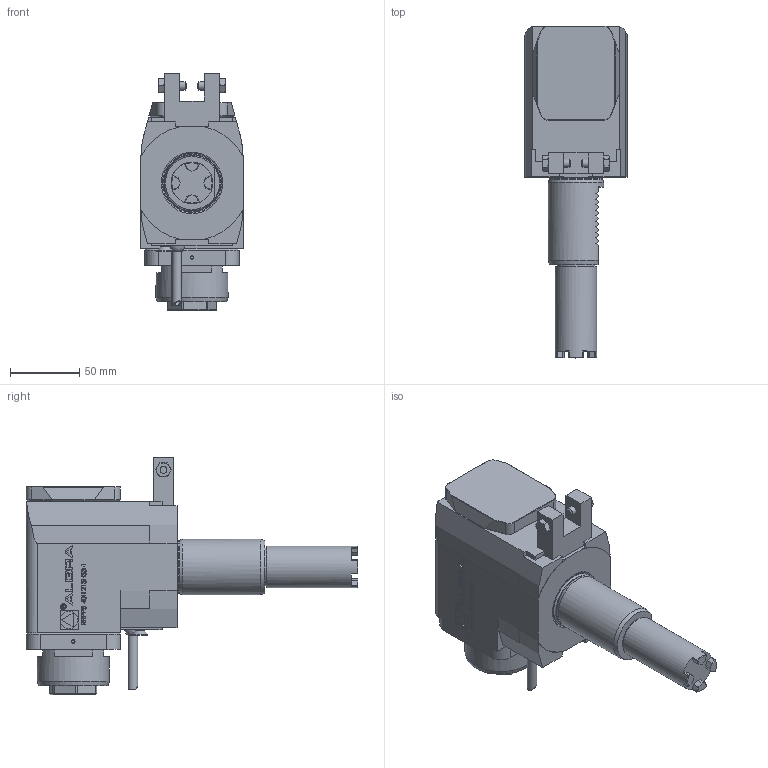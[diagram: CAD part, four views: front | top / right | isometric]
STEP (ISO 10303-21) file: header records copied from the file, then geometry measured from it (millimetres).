
FILE_DESCRIPTION (( 'STEP AP214' ), '1' );
FILE_NAME ('RRPPS40I121SHS3-1.STEP', '2024-11-30T06:44:53', ( '' ), ( '' ), 'SwSTEP 2.0', 'SolidWorks 2023', '' );
FILE_SCHEMA (( 'AUTOMOTIVE_DESIGN' ));
Length unit declared in the file: millimetre
Products named in the file (1): RRPPS40I121SHS3-1
Bounding box: 74.04 x 239.28 x 171.05 mm (x, y, z)
Volume: 1068018.1 mm3; surface area: 93735.9 mm2
Topology: 9 solids, 12 shells, 753 faces, 1913 edges, 1246 vertices
Faces by surface type: plane 481, bspline 101, cylinder 85, cone 79, torus 5, sphere 2
Full cylindrical faces by diameter (mm): 2.3 x4, 3.4 x1, 4 x2, 4.2 x1, 5 x1, 6 x3, 7 x2, 11.57 x1, 12.733 x1, 27.296 x1, 30 x1, 38.7 x1, 40 x1, 52 x1, 57.148 x1
Entity records: 31035 total; most frequent: CARTESIAN_POINT 10337, ORIENTED_EDGE 3688, DIRECTION 3027, EDGE_CURVE 1844, LINE 1237, VECTOR 1237, VERTEX_POINT 1227, AXIS2_PLACEMENT_3D 895
